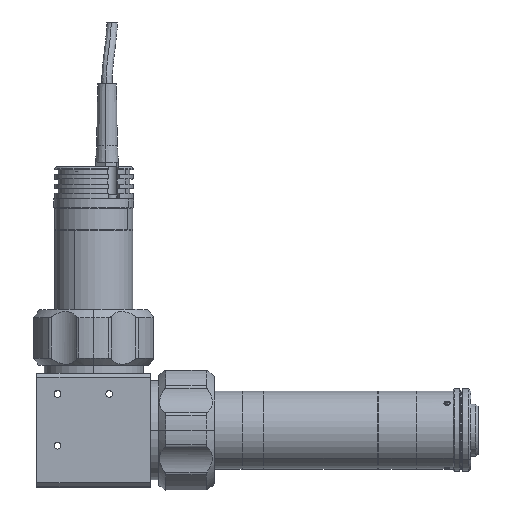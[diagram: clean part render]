
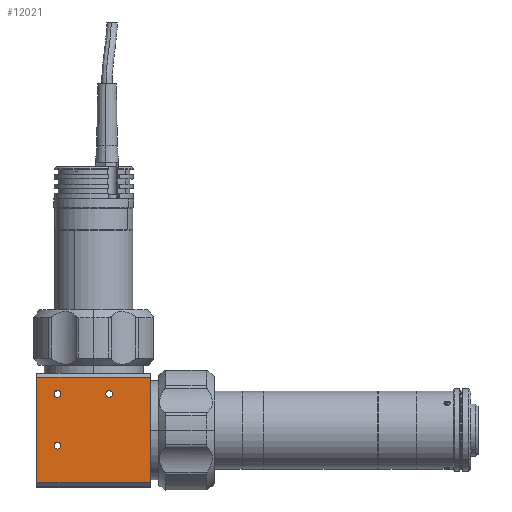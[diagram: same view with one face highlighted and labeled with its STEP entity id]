
A CAD part, top view. The second image highlights one B-rep face of the part: STEP entity #12021.
In plain terms, the highlighted planar face has unit normal (0, 0, 1).
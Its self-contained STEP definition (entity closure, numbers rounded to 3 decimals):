
#56 = AXIS2_PLACEMENT_3D ( 'NONE', #13902, #10746, #4149 ) ;
#93 = DIRECTION ( 'NONE',  ( -1., 0., 0. ) ) ;
#151 = EDGE_CURVE ( 'NONE', #6016, #3258, #1872, .T. ) ;
#190 = CARTESIAN_POINT ( 'NONE',  ( -17.5, -7.5, 32. ) ) ;
#574 = DIRECTION ( 'NONE',  ( 1., 0., 0. ) ) ;
#838 = EDGE_LOOP ( 'NONE', ( #11786, #10190, #5336, #12741 ) ) ;
#1023 = CARTESIAN_POINT ( 'NONE',  ( -27.5, -27.5, 32. ) ) ;
#1057 = VERTEX_POINT ( 'NONE', #4452 ) ;
#1105 = EDGE_CURVE ( 'NONE', #3834, #5029, #2583, .T. ) ;
#1531 = CARTESIAN_POINT ( 'NONE',  ( 7.5, 17.5, 32. ) ) ;
#1858 = CARTESIAN_POINT ( 'NONE',  ( -19.15, 17.5, 32. ) ) ;
#1872 = CIRCLE ( 'NONE', #13083, 1.65 ) ;
#1955 = VERTEX_POINT ( 'NONE', #10565 ) ;
#2145 = VERTEX_POINT ( 'NONE', #1858 ) ;
#2231 = AXIS2_PLACEMENT_3D ( 'NONE', #12878, #7327, #6148 ) ;
#2315 = CARTESIAN_POINT ( 'NONE',  ( -27.5, 25.5, 32. ) ) ;
#2508 = DIRECTION ( 'NONE',  ( 1., 0., 0. ) ) ;
#2583 = CIRCLE ( 'NONE', #7520, 1.65 ) ;
#2614 = AXIS2_PLACEMENT_3D ( 'NONE', #8915, #13391, #5393 ) ;
#2687 = DIRECTION ( 'NONE',  ( 1., 0., 0. ) ) ;
#2841 = FACE_BOUND ( 'NONE', #6349, .T. ) ;
#3070 = VECTOR ( 'NONE', #13560, 1000. ) ;
#3258 = VERTEX_POINT ( 'NONE', #8937 ) ;
#3349 = DIRECTION ( 'NONE',  ( 0., 0., 1. ) ) ;
#3414 = DIRECTION ( 'NONE',  ( 1., 0., 0. ) ) ;
#3445 = EDGE_CURVE ( 'NONE', #1955, #6787, #6847, .T. ) ;
#3451 = EDGE_CURVE ( 'NONE', #1057, #6266, #8073, .T. ) ;
#3834 = VERTEX_POINT ( 'NONE', #8860 ) ;
#3859 = ORIENTED_EDGE ( 'NONE', *, *, #10809, .F. ) ;
#3909 = ORIENTED_EDGE ( 'NONE', *, *, #12010, .F. ) ;
#3923 = FACE_BOUND ( 'NONE', #9021, .T. ) ;
#4149 = DIRECTION ( 'NONE',  ( 1., 0., 0. ) ) ;
#4159 = ORIENTED_EDGE ( 'NONE', *, *, #11035, .F. ) ;
#4182 = VECTOR ( 'NONE', #12439, 1000. ) ;
#4452 = CARTESIAN_POINT ( 'NONE',  ( 27.5, 25.5, 32. ) ) ;
#4472 = CARTESIAN_POINT ( 'NONE',  ( 5.85, 17.5, 32. ) ) ;
#4790 = AXIS2_PLACEMENT_3D ( 'NONE', #1531, #9514, #574 ) ;
#5029 = VERTEX_POINT ( 'NONE', #4472 ) ;
#5035 = FACE_OUTER_BOUND ( 'NONE', #838, .T. ) ;
#5170 = ORIENTED_EDGE ( 'NONE', *, *, #1105, .F. ) ;
#5336 = ORIENTED_EDGE ( 'NONE', *, *, #8951, .T. ) ;
#5393 = DIRECTION ( 'NONE',  ( 1., 0., 0. ) ) ;
#5411 = LINE ( 'NONE', #1023, #4182 ) ;
#5467 = VERTEX_POINT ( 'NONE', #10549 ) ;
#5496 = AXIS2_PLACEMENT_3D ( 'NONE', #12590, #8056, #2687 ) ;
#5871 = CARTESIAN_POINT ( 'NONE',  ( 0., -25.5, 32. ) ) ;
#6016 = VERTEX_POINT ( 'NONE', #7159 ) ;
#6148 = DIRECTION ( 'NONE',  ( -1., 0., 0. ) ) ;
#6266 = VERTEX_POINT ( 'NONE', #2315 ) ;
#6349 = EDGE_LOOP ( 'NONE', ( #3859, #12083 ) ) ;
#6787 = VERTEX_POINT ( 'NONE', #7406 ) ;
#6799 = VECTOR ( 'NONE', #93, 1000. ) ;
#6847 = LINE ( 'NONE', #5871, #12162 ) ;
#6945 = EDGE_CURVE ( 'NONE', #6266, #1955, #5411, .T. ) ;
#7159 = CARTESIAN_POINT ( 'NONE',  ( -19.15, -7.5, 32. ) ) ;
#7168 = EDGE_LOOP ( 'NONE', ( #4159, #7783 ) ) ;
#7327 = DIRECTION ( 'NONE',  ( 0., 0., -1. ) ) ;
#7372 = CIRCLE ( 'NONE', #4790, 1.65 ) ;
#7406 = CARTESIAN_POINT ( 'NONE',  ( 27.5, -25.5, 32. ) ) ;
#7520 = AXIS2_PLACEMENT_3D ( 'NONE', #13465, #3349, #3414 ) ;
#7783 = ORIENTED_EDGE ( 'NONE', *, *, #151, .F. ) ;
#8056 = DIRECTION ( 'NONE',  ( 0., 0., 1. ) ) ;
#8073 = LINE ( 'NONE', #13565, #6799 ) ;
#8368 = DIRECTION ( 'NONE',  ( 0., 0., 1. ) ) ;
#8396 = FACE_BOUND ( 'NONE', #7168, .T. ) ;
#8860 = CARTESIAN_POINT ( 'NONE',  ( 9.15, 17.5, 32. ) ) ;
#8915 = CARTESIAN_POINT ( 'NONE',  ( -17.5, -7.5, 32. ) ) ;
#8937 = CARTESIAN_POINT ( 'NONE',  ( -15.85, -7.5, 32. ) ) ;
#8951 = EDGE_CURVE ( 'NONE', #6787, #1057, #13493, .T. ) ;
#9021 = EDGE_LOOP ( 'NONE', ( #5170, #3909 ) ) ;
#9514 = DIRECTION ( 'NONE',  ( 0., 0., 1. ) ) ;
#10190 = ORIENTED_EDGE ( 'NONE', *, *, #3445, .T. ) ;
#10497 = DIRECTION ( 'NONE',  ( 1., 0., 0. ) ) ;
#10549 = CARTESIAN_POINT ( 'NONE',  ( -15.85, 17.5, 32. ) ) ;
#10565 = CARTESIAN_POINT ( 'NONE',  ( -27.5, -25.5, 32. ) ) ;
#10576 = CIRCLE ( 'NONE', #2614, 1.65 ) ;
#10746 = DIRECTION ( 'NONE',  ( 0., 0., 1. ) ) ;
#10809 = EDGE_CURVE ( 'NONE', #5467, #2145, #13627, .T. ) ;
#11035 = EDGE_CURVE ( 'NONE', #3258, #6016, #10576, .T. ) ;
#11786 = ORIENTED_EDGE ( 'NONE', *, *, #6945, .T. ) ;
#11945 = EDGE_CURVE ( 'NONE', #2145, #5467, #14388, .T. ) ;
#12010 = EDGE_CURVE ( 'NONE', #5029, #3834, #7372, .T. ) ;
#12021 = ADVANCED_FACE ( 'NONE', ( #2841, #3923, #8396, #5035 ), #13976, .F. ) ;
#12083 = ORIENTED_EDGE ( 'NONE', *, *, #11945, .F. ) ;
#12162 = VECTOR ( 'NONE', #2508, 1000. ) ;
#12439 = DIRECTION ( 'NONE',  ( 0., -1., 0. ) ) ;
#12590 = CARTESIAN_POINT ( 'NONE',  ( -17.5, 17.5, 32. ) ) ;
#12733 = CARTESIAN_POINT ( 'NONE',  ( 27.5, -27.5, 32. ) ) ;
#12741 = ORIENTED_EDGE ( 'NONE', *, *, #3451, .T. ) ;
#12878 = CARTESIAN_POINT ( 'NONE',  ( 0., 0., 32. ) ) ;
#13083 = AXIS2_PLACEMENT_3D ( 'NONE', #190, #8368, #10497 ) ;
#13391 = DIRECTION ( 'NONE',  ( 0., 0., 1. ) ) ;
#13465 = CARTESIAN_POINT ( 'NONE',  ( 7.5, 17.5, 32. ) ) ;
#13493 = LINE ( 'NONE', #12733, #3070 ) ;
#13560 = DIRECTION ( 'NONE',  ( 0., 1., 0. ) ) ;
#13565 = CARTESIAN_POINT ( 'NONE',  ( 0., 25.5, 32. ) ) ;
#13627 = CIRCLE ( 'NONE', #56, 1.65 ) ;
#13902 = CARTESIAN_POINT ( 'NONE',  ( -17.5, 17.5, 32. ) ) ;
#13976 = PLANE ( 'NONE',  #2231 ) ;
#14388 = CIRCLE ( 'NONE', #5496, 1.65 ) ;
